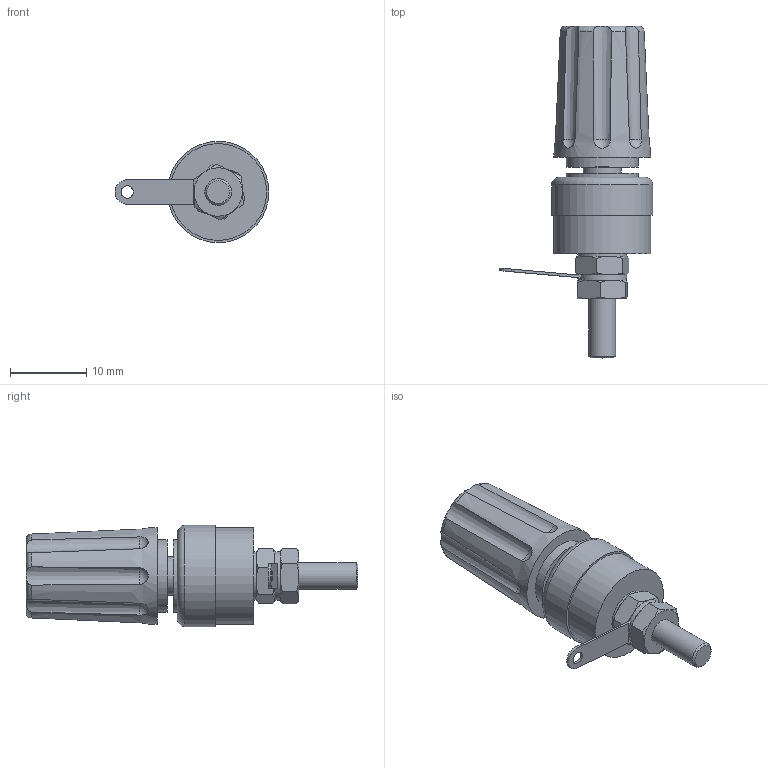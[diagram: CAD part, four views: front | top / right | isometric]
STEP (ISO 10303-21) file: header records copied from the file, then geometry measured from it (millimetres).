
FILE_DESCRIPTION(('FreeCAD Model'),'2;1');
FILE_NAME('Open CASCADE Shape Model','2022-11-08T10:16:36',('Author'),( ''),'Open CASCADE STEP processor 7.6','FreeCAD','Unknown');
FILE_SCHEMA(('AUTOMOTIVE_DESIGN { 1 0 10303 214 1 1 1 1 }'));
Length unit declared in the file: millimetre
Products named in the file (1): CL150xTP1 Closed
Bounding box: 20.18 x 43.55 x 13.3 mm (x, y, z)
Volume: 3078.1 mm3; surface area: 3021.7 mm2
Topology: 1 solids, 3 shells, 107 faces, 265 edges, 176 vertices
Faces by surface type: cone 38, plane 38, cylinder 21, sphere 8, torus 2
Full cylindrical faces by diameter (mm): 1.6 x1, 2 x1, 3.5 x3, 4 x2, 4.1 x1, 4.2 x1, 5 x1, 6.35 x2, 6.4 x2, 6.8 x1, 9.5 x2, 10 x1, 12.7 x1, 13.3 x1
Entity records: 11860 total; most frequent: CARTESIAN_POINT 6778, DIRECTION 795, ORIENTED_EDGE 530, PCURVE 530, DEFINITIONAL_REPRESENTATION 530, LINE 310, VECTOR 310, EDGE_CURVE 265
